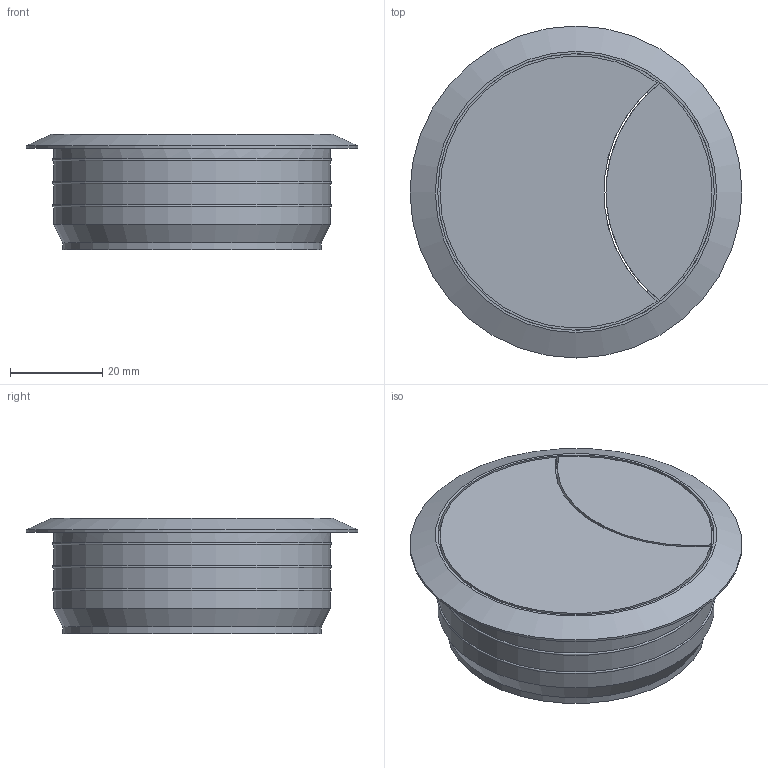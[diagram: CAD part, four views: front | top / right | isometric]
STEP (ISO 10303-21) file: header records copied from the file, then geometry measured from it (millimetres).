
FILE_DESCRIPTION(/* description */ ('KriTec Kabeldurchlass Ø60'),/* implementation_level */ '2;1');
FILE_NAME(/* name */ '11188_KriTec_Kabeldurchlass_60.stp',/* time_stamp */ '2019-12-12T10:43:50+01:00',/* author */ ('Steiner'),/* organization */ (''),/* preprocessor_version */ 'ST-DEVELOPER v17',/* originating_system */ 'Autodesk Inventor 2018',/* authorisation */ '');
FILE_SCHEMA (('AUTOMOTIVE_DESIGN { 1 0 10303 214 3 1 1 }'));
Length unit declared in the file: millimetre
Products named in the file (1): 11188
Bounding box: 72 x 72 x 25 mm (x, y, z)
Volume: 22955.6 mm3; surface area: 16862 mm2
Topology: 1 solids, 1 shells, 31 faces, 77 edges, 46 vertices
Faces by surface type: plane 14, cylinder 12, torus 3, cone 2
Full cylindrical faces by diameter (mm): 53 x1, 56 x1, 60 x5, 72 x1
Entity records: 987 total; most frequent: DIRECTION 196, CARTESIAN_POINT 155, ORIENTED_EDGE 154, AXIS2_PLACEMENT_3D 87, EDGE_CURVE 77, CIRCLE 55, VERTEX_POINT 46, EDGE_LOOP 34
